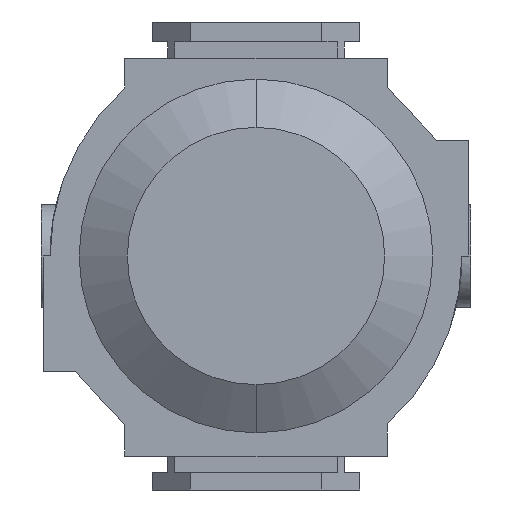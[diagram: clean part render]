
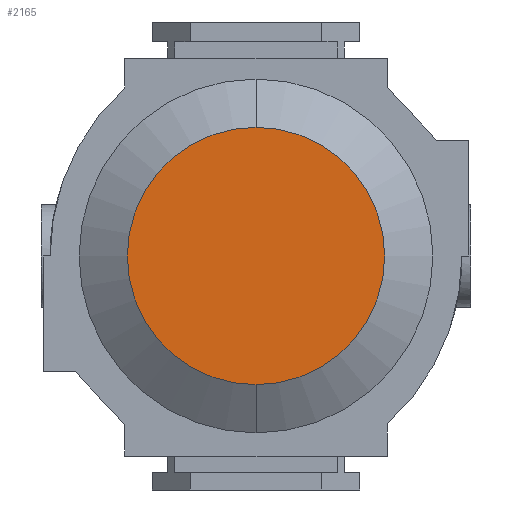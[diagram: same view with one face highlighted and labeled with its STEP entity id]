
A CAD part, front view. The second image highlights one B-rep face of the part: STEP entity #2165.
In plain terms, the highlighted planar face has unit normal (0, -1, 0).
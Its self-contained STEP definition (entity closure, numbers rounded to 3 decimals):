
#65 = VERTEX_POINT ( 'NONE', #3025 ) ;
#190 = CIRCLE ( 'NONE', #3288, 22. ) ;
#242 = AXIS2_PLACEMENT_3D ( 'NONE', #1331, #2189, #1878 ) ;
#255 = DIRECTION ( 'NONE',  ( 0., -1., 0. ) ) ;
#356 = ORIENTED_EDGE ( 'NONE', *, *, #948, .T. ) ;
#934 = DIRECTION ( 'NONE',  ( 0., 0., -1. ) ) ;
#948 = EDGE_CURVE ( 'NONE', #65, #1055, #190, .T. ) ;
#1017 = CIRCLE ( 'NONE', #242, 22. ) ;
#1033 = EDGE_CURVE ( 'NONE', #1055, #65, #1017, .T. ) ;
#1055 = VERTEX_POINT ( 'NONE', #2202 ) ;
#1194 = CARTESIAN_POINT ( 'NONE',  ( 0., -75.6, 0. ) ) ;
#1262 = EDGE_LOOP ( 'NONE', ( #356, #1305 ) ) ;
#1305 = ORIENTED_EDGE ( 'NONE', *, *, #1033, .T. ) ;
#1331 = CARTESIAN_POINT ( 'NONE',  ( 0., -75.6, 0. ) ) ;
#1643 = DIRECTION ( 'NONE',  ( 0., 0., -1. ) ) ;
#1878 = DIRECTION ( 'NONE',  ( 0., 0., -1. ) ) ;
#1965 = FACE_OUTER_BOUND ( 'NONE', #1262, .T. ) ;
#2165 = ADVANCED_FACE ( 'NONE', ( #1965 ), #2821, .T. ) ;
#2189 = DIRECTION ( 'NONE',  ( 0., -1., 0. ) ) ;
#2202 = CARTESIAN_POINT ( 'NONE',  ( 0., -75.6, 22. ) ) ;
#2271 = AXIS2_PLACEMENT_3D ( 'NONE', #1194, #3094, #934 ) ;
#2821 = PLANE ( 'NONE',  #2271 ) ;
#3025 = CARTESIAN_POINT ( 'NONE',  ( 0., -75.6, -22. ) ) ;
#3094 = DIRECTION ( 'NONE',  ( 0., -1., 0. ) ) ;
#3288 = AXIS2_PLACEMENT_3D ( 'NONE', #3509, #255, #1643 ) ;
#3509 = CARTESIAN_POINT ( 'NONE',  ( 0., -75.6, 0. ) ) ;
